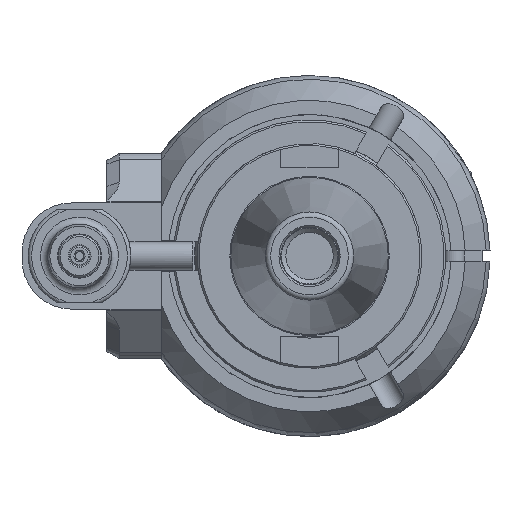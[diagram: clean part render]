
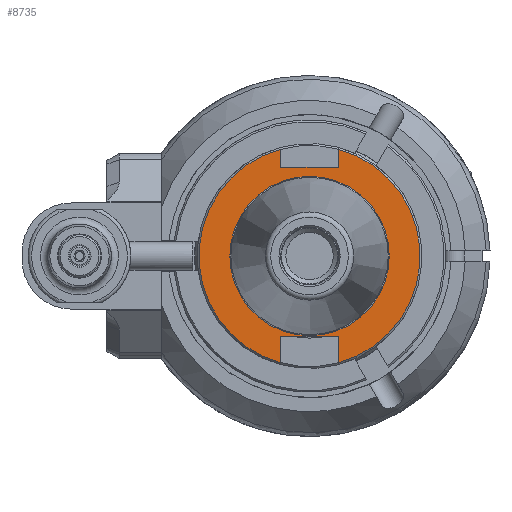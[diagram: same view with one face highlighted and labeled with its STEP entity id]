
A CAD part, left-side view. The second image highlights one B-rep face of the part: STEP entity #8735.
In plain terms, the highlighted face is planar.
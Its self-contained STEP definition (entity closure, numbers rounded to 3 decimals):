
#246=FACE_BOUND('',#1608,.T.);
#576=PLANE('',#9834);
#1050=FACE_OUTER_BOUND('',#1607,.T.);
#1607=EDGE_LOOP('',(#7718,#7719,#7720,#7721,#7722,#7723,#7724,#7725));
#1608=EDGE_LOOP('',(#7726));
#2342=LINE('',#45555,#2920);
#2347=LINE('',#45587,#2925);
#2354=LINE('',#45651,#2932);
#2357=LINE('',#45686,#2935);
#2358=LINE('',#45690,#2936);
#2359=LINE('',#45691,#2937);
#2920=VECTOR('',#12103,16.383);
#2925=VECTOR('',#12110,7.551);
#2932=VECTOR('',#12129,5.138);
#2935=VECTOR('',#12150,7.551);
#2936=VECTOR('',#12153,5.138);
#2937=VECTOR('',#12154,16.383);
#3324=CIRCLE('',#9833,31.25);
#3325=CIRCLE('',#9835,31.25);
#3326=CIRCLE('',#9836,22.525);
#4105=VERTEX_POINT('',#45552);
#4106=VERTEX_POINT('',#45554);
#4112=VERTEX_POINT('',#45586);
#4122=VERTEX_POINT('',#45639);
#4123=VERTEX_POINT('',#45650);
#4126=VERTEX_POINT('',#45685);
#4127=VERTEX_POINT('',#45687);
#4128=VERTEX_POINT('',#45689);
#4129=VERTEX_POINT('',#45692);
#5304=EDGE_CURVE('',#4105,#4106,#2342,.T.);
#5311=EDGE_CURVE('',#4106,#4112,#2347,.T.);
#5325=EDGE_CURVE('',#4122,#4123,#2354,.T.);
#5333=EDGE_CURVE('',#4122,#4112,#3324,.T.);
#5334=EDGE_CURVE('',#4126,#4105,#2357,.T.);
#5335=EDGE_CURVE('',#4126,#4127,#3325,.T.);
#5336=EDGE_CURVE('',#4128,#4127,#2358,.T.);
#5337=EDGE_CURVE('',#4123,#4128,#2359,.T.);
#5338=EDGE_CURVE('',#4129,#4129,#3326,.T.);
#7718=ORIENTED_EDGE('',*,*,#5333,.T.);
#7719=ORIENTED_EDGE('',*,*,#5311,.F.);
#7720=ORIENTED_EDGE('',*,*,#5304,.F.);
#7721=ORIENTED_EDGE('',*,*,#5334,.F.);
#7722=ORIENTED_EDGE('',*,*,#5335,.T.);
#7723=ORIENTED_EDGE('',*,*,#5336,.F.);
#7724=ORIENTED_EDGE('',*,*,#5337,.F.);
#7725=ORIENTED_EDGE('',*,*,#5325,.F.);
#7726=ORIENTED_EDGE('',*,*,#5338,.T.);
#8735=ADVANCED_FACE('',(#1050,#246),#576,.T.);
#9833=AXIS2_PLACEMENT_3D('',#45683,#12146,#12147);
#9834=AXIS2_PLACEMENT_3D('',#45684,#12148,#12149);
#9835=AXIS2_PLACEMENT_3D('',#45688,#12151,#12152);
#9836=AXIS2_PLACEMENT_3D('',#45693,#12155,#12156);
#12103=DIRECTION('',(0.,0.,1.));
#12110=DIRECTION('',(0.,-1.,0.));
#12129=DIRECTION('',(0.,-1.,0.));
#12146=DIRECTION('center_axis',(1.,0.,0.));
#12147=DIRECTION('ref_axis',(0.,0.965,0.262));
#12148=DIRECTION('center_axis',(1.,0.,0.));
#12149=DIRECTION('ref_axis',(0.,-1.,0.));
#12150=DIRECTION('',(0.,1.,0.));
#12151=DIRECTION('center_axis',(1.,0.,0.));
#12152=DIRECTION('ref_axis',(0.,-0.965,-0.262));
#12153=DIRECTION('',(0.,1.,0.));
#12154=DIRECTION('',(0.,0.,-1.));
#12155=DIRECTION('center_axis',(-1.,0.,0.));
#12156=DIRECTION('ref_axis',(0.,1.,0.));
#45552=CARTESIAN_POINT('',(38.825,-22.606,-8.192));
#45554=CARTESIAN_POINT('',(38.825,-22.606,8.192));
#45555=CARTESIAN_POINT('',(38.825,-22.606,-8.192));
#45586=CARTESIAN_POINT('',(38.825,-30.157,8.192));
#45587=CARTESIAN_POINT('',(38.825,-22.606,8.192));
#45639=CARTESIAN_POINT('',(38.825,30.157,8.192));
#45650=CARTESIAN_POINT('',(38.825,25.019,8.192));
#45651=CARTESIAN_POINT('',(38.825,30.157,8.192));
#45683=CARTESIAN_POINT('Origin',(38.825,0.,0.));
#45684=CARTESIAN_POINT('Origin',(38.825,-22.468,0.));
#45685=CARTESIAN_POINT('',(38.825,-30.157,-8.192));
#45686=CARTESIAN_POINT('',(38.825,-30.157,-8.192));
#45687=CARTESIAN_POINT('',(38.825,30.157,-8.192));
#45688=CARTESIAN_POINT('Origin',(38.825,0.,0.));
#45689=CARTESIAN_POINT('',(38.825,25.019,-8.192));
#45690=CARTESIAN_POINT('',(38.825,25.019,-8.192));
#45691=CARTESIAN_POINT('',(38.825,25.019,8.192));
#45692=CARTESIAN_POINT('',(38.825,-22.525,0.));
#45693=CARTESIAN_POINT('Origin',(38.825,0.,0.));
